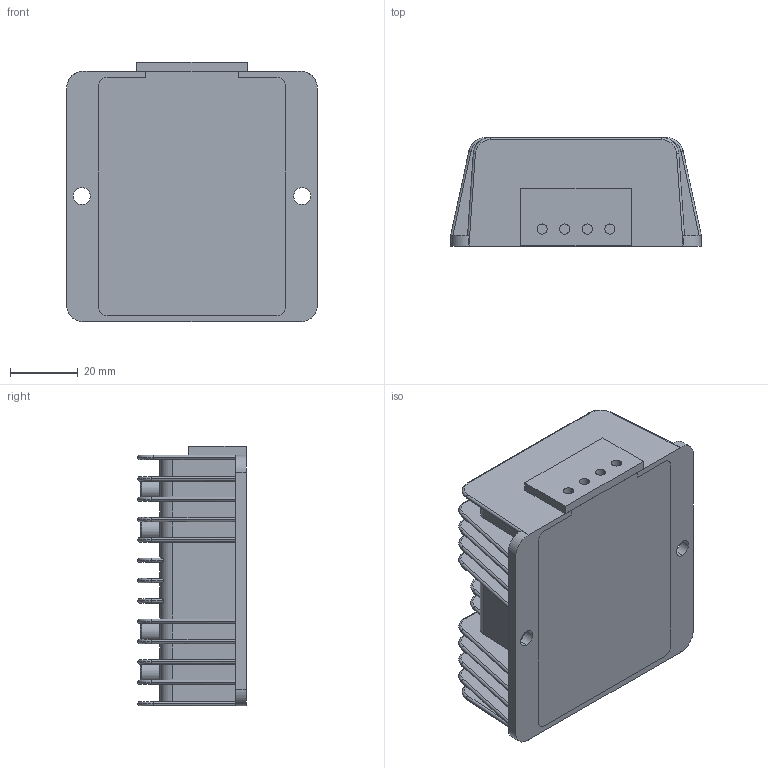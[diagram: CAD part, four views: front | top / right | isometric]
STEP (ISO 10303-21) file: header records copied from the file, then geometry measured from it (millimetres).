
FILE_DESCRIPTION (( 'STEP AP214' ), '1' );
FILE_NAME ('FULREE DC-DC CONVERTER 15-90V IN 12V 20A OUT.STEP', '2022-02-22T18:41:33', ( 'Utilisateur' ), ( '' ), 'SwSTEP 2.0', 'SolidWorks 2021', '' );
FILE_SCHEMA (( 'AUTOMOTIVE_DESIGN' ));
Length unit declared in the file: millimetre
Products named in the file (1): FULREE DC-DC CONVERTER 15-90V IN 12V 20A OUT
Bounding box: 74 x 32 x 76.7 mm (x, y, z)
Volume: 76617.4 mm3; surface area: 43981.1 mm2
Topology: 3 solids, 3 shells, 376 faces, 974 edges, 604 vertices
Faces by surface type: cylinder 160, plane 152, torus 52, cone 12
Entity records: 11926 total; most frequent: CARTESIAN_POINT 2315, DIRECTION 1988, ORIENTED_EDGE 1948, EDGE_CURVE 974, AXIS2_PLACEMENT_3D 721, VERTEX_POINT 604, VECTOR 546, LINE 546
